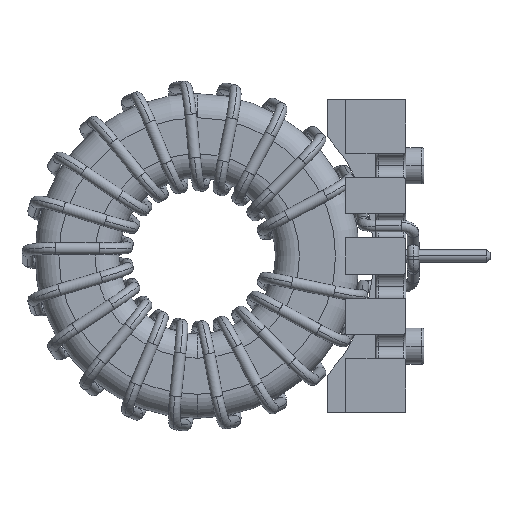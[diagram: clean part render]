
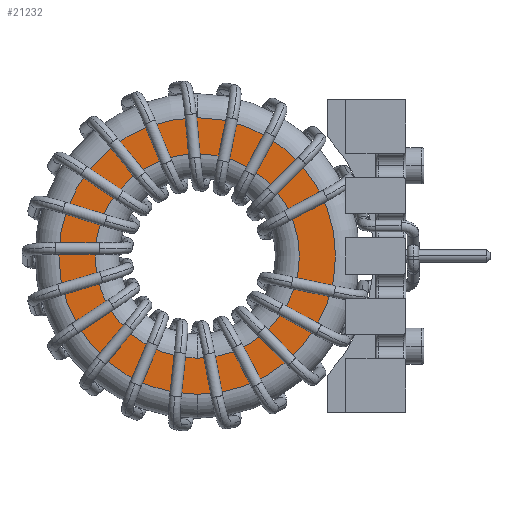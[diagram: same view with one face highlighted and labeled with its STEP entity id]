
A CAD part, left-side view. The second image highlights one B-rep face of the part: STEP entity #21232.
In plain terms, the highlighted planar face has unit normal (-1, 0, 0).
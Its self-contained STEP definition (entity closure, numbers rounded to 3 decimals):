
#684 = AXIS2_PLACEMENT_3D ( 'NONE', #7333, #22299, #9472 ) ;
#950 = DIRECTION ( 'NONE',  ( -1., 0., 0. ) ) ;
#1907 = AXIS2_PLACEMENT_3D ( 'NONE', #9575, #24576, #11728 ) ;
#2565 = EDGE_LOOP ( 'NONE', ( #13457, #25313 ) ) ;
#2672 = CIRCLE ( 'NONE', #22950, 8.5 ) ;
#3364 = AXIS2_PLACEMENT_3D ( 'NONE', #13762, #950, #15933 ) ;
#4540 = FACE_OUTER_BOUND ( 'NONE', #2565, .T. ) ;
#6685 = ORIENTED_EDGE ( 'NONE', *, *, #25511, .F. ) ;
#6713 = DIRECTION ( 'NONE',  ( -1., 0., 0. ) ) ;
#7333 = CARTESIAN_POINT ( 'NONE',  ( -5.5, 0., 0. ) ) ;
#7452 = VERTEX_POINT ( 'NONE', #11923 ) ;
#7533 = DIRECTION ( 'NONE',  ( -1., 0., 0. ) ) ;
#8687 = EDGE_LOOP ( 'NONE', ( #21176, #6685 ) ) ;
#8975 = EDGE_CURVE ( 'NONE', #16494, #26872, #23742, .T. ) ;
#9472 = DIRECTION ( 'NONE',  ( 0., 0., 1. ) ) ;
#9575 = CARTESIAN_POINT ( 'NONE',  ( -5.5, 11.5, 0. ) ) ;
#11728 = DIRECTION ( 'NONE',  ( 0., 0., -1. ) ) ;
#11778 = CARTESIAN_POINT ( 'NONE',  ( -5.5, 0., 8.5 ) ) ;
#11923 = CARTESIAN_POINT ( 'NONE',  ( -5.5, 0., -11.5 ) ) ;
#12562 = EDGE_CURVE ( 'NONE', #7452, #16720, #15298, .T. ) ;
#13457 = ORIENTED_EDGE ( 'NONE', *, *, #14398, .T. ) ;
#13762 = CARTESIAN_POINT ( 'NONE',  ( -5.5, 0., 0. ) ) ;
#14398 = EDGE_CURVE ( 'NONE', #16720, #7452, #26167, .T. ) ;
#15298 = CIRCLE ( 'NONE', #684, 11.5 ) ;
#15881 = PLANE ( 'NONE',  #1907 ) ;
#15933 = DIRECTION ( 'NONE',  ( 0., 0., 1. ) ) ;
#16494 = VERTEX_POINT ( 'NONE', #11778 ) ;
#16720 = VERTEX_POINT ( 'NONE', #21124 ) ;
#19548 = CARTESIAN_POINT ( 'NONE',  ( -5.5, 0., 0. ) ) ;
#19937 = CARTESIAN_POINT ( 'NONE',  ( -5.5, 0., -8.5 ) ) ;
#20350 = CARTESIAN_POINT ( 'NONE',  ( -5.5, 0., 0. ) ) ;
#21124 = CARTESIAN_POINT ( 'NONE',  ( -5.5, 0., 11.5 ) ) ;
#21176 = ORIENTED_EDGE ( 'NONE', *, *, #8975, .F. ) ;
#21232 = ADVANCED_FACE ( 'NONE', ( #27332, #4540 ), #15881, .F. ) ;
#21705 = DIRECTION ( 'NONE',  ( 0., 0., 1. ) ) ;
#22299 = DIRECTION ( 'NONE',  ( -1., 0., 0. ) ) ;
#22491 = DIRECTION ( 'NONE',  ( 0., 0., 1. ) ) ;
#22950 = AXIS2_PLACEMENT_3D ( 'NONE', #20350, #7533, #22491 ) ;
#23324 = AXIS2_PLACEMENT_3D ( 'NONE', #19548, #6713, #21705 ) ;
#23742 = CIRCLE ( 'NONE', #3364, 8.5 ) ;
#24576 = DIRECTION ( 'NONE',  ( 1., 0., 0. ) ) ;
#25313 = ORIENTED_EDGE ( 'NONE', *, *, #12562, .T. ) ;
#25511 = EDGE_CURVE ( 'NONE', #26872, #16494, #2672, .T. ) ;
#26167 = CIRCLE ( 'NONE', #23324, 11.5 ) ;
#26872 = VERTEX_POINT ( 'NONE', #19937 ) ;
#27332 = FACE_BOUND ( 'NONE', #8687, .T. ) ;
